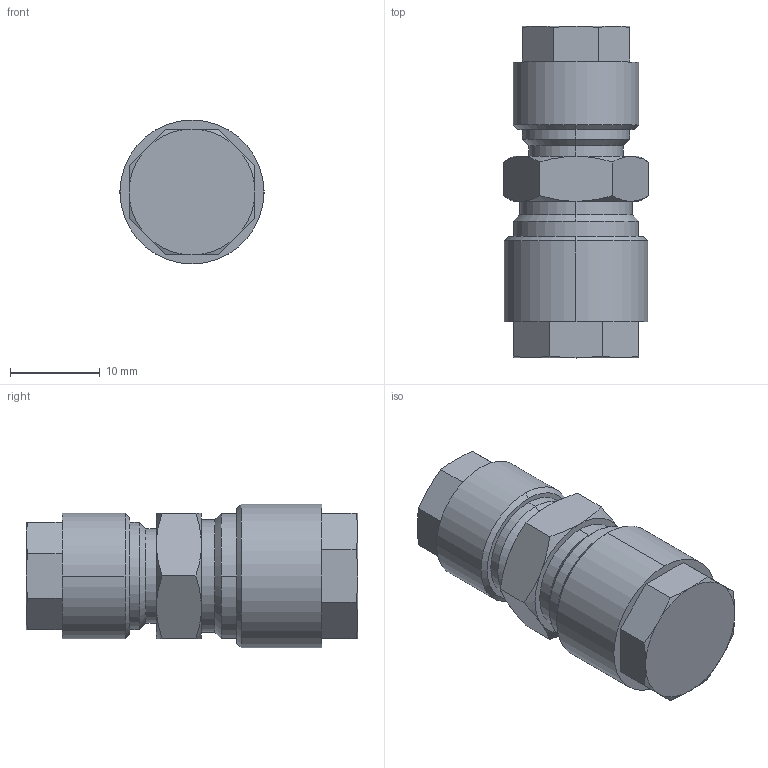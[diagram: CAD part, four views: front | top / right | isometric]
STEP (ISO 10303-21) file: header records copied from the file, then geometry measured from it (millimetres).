
FILE_DESCRIPTION(( 'MC.14.10.08.STEP' ), '1');
FILE_NAME( 'MC.14.10.08.STEP', '2018-11-12T10:51:58',( 'Sopra'),('sopra-pneumatic.com'), 'SwSTEP 2.0','SolidWorks 2009','' );
FILE_SCHEMA (( 'AUTOMOTIVE_DESIGN' ));
Length unit declared in the file: millimetre
Products named in the file (1): 0104000008A
Bounding box: 16.17 x 36.9 x 16 mm (x, y, z)
Volume: 5854.9 mm3; surface area: 2212.5 mm2
Topology: 1 solids, 1 shells, 78 faces, 174 edges, 104 vertices
Faces by surface type: cone 36, plane 30, cylinder 12
Entity records: 2664 total; most frequent: CARTESIAN_POINT 573, ORIENTED_EDGE 348, DIRECTION 336, EDGE_CURVE 174, AXIS2_PLACEMENT_3D 139, VERTEX_POINT 104, EDGE_LOOP 84, FACE_OUTER_BOUND 78
